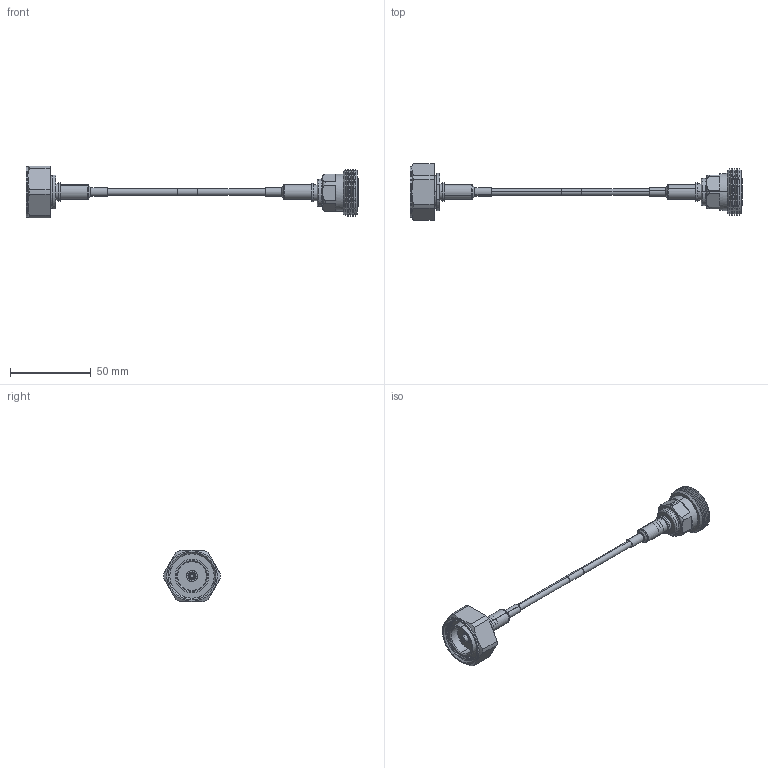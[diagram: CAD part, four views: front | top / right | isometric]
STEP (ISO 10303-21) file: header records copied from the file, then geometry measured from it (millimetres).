
FILE_DESCRIPTION (( 'STEP AP214' ), '1' );
FILE_NAME ('FMCA2343.STEP', '2021-04-09T20:17:53', ( '' ), ( '' ), 'SwSTEP 2.0', 'SolidWorks 2020', '' );
FILE_SCHEMA (( 'AUTOMOTIVE_DESIGN' ));
Length unit declared in the file: inch
Products named in the file (5): TFT-402-LF_WITH LABEL; CA-195R-MA1_.345" OD AT FERRULE; TC-402-716M-LP-PE; FMCA2343; TC-402-716F-LP-PE
Assembly tree (5 placements, depth 2):
  FMCA2343
    TFT-402-LF_WITH LABEL
    TC-402-716M-LP-PE
    CA-195R-MA1_.345" OD AT FERRULE  x2
    TC-402-716F-LP-PE
Bounding box: 206.01 x 35.23 x 31.86 mm (x, y, z)
Volume: 21965.7 mm3; surface area: 16739.6 mm2
Topology: 5 solids, 5 shells, 301 faces, 680 edges, 413 vertices
Faces by surface type: cylinder 100, plane 81, cone 80, torus 40
Entity records: 9165 total; most frequent: CARTESIAN_POINT 2453, DIRECTION 1472, ORIENTED_EDGE 1268, EDGE_CURVE 634, AXIS2_PLACEMENT_3D 609, VERTEX_POINT 389, CIRCLE 322, EDGE_LOOP 311
